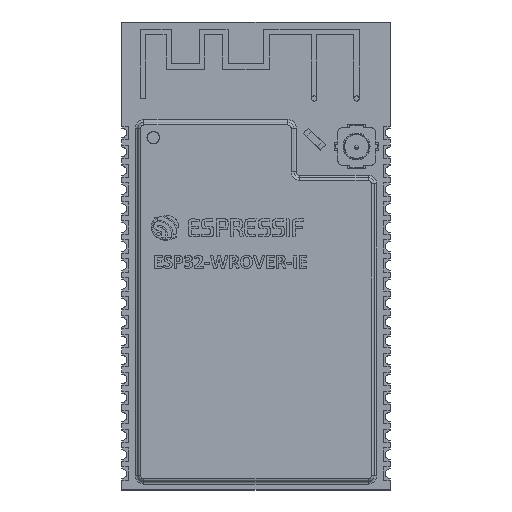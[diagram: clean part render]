
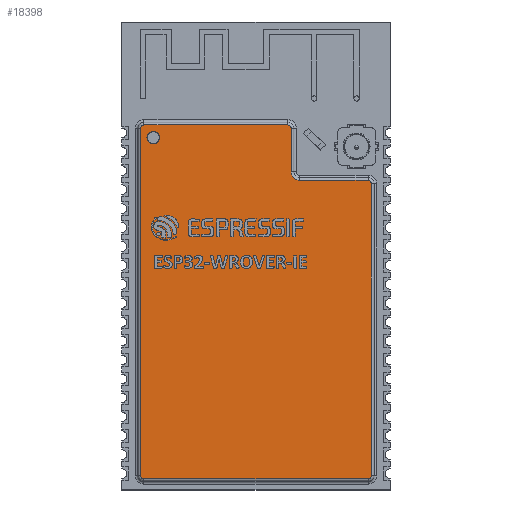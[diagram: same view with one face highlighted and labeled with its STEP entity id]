
A CAD part, top view. The second image highlights one B-rep face of the part: STEP entity #18398.
In plain terms, the highlighted planar face has unit normal (0, 0, 1).
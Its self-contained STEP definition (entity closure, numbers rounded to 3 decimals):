
#228 = VERTEX_POINT ( 'NONE', #37998 ) ;
#2589 = AXIS2_PLACEMENT_3D ( 'NONE', #32735, #47518, #4901 ) ;
#3270 = CARTESIAN_POINT ( 'NONE',  ( -6.895, 7.935, 3.45 ) ) ;
#4042 = LINE ( 'NONE', #8622, #29172 ) ;
#4459 = CARTESIAN_POINT ( 'NONE',  ( 7.52, 5.065, 3.45 ) ) ;
#4786 = DIRECTION ( 'NONE',  ( 1., 0., 0. ) ) ;
#4901 = DIRECTION ( 'NONE',  ( 1., 0., 0. ) ) ;
#7270 = EDGE_CURVE ( 'NONE', #28579, #9392, #43131, .T. ) ;
#7540 = CIRCLE ( 'NONE', #13712, 0.225 ) ;
#8024 = AXIS2_PLACEMENT_3D ( 'NONE', #21634, #13921, #21396 ) ;
#8622 = CARTESIAN_POINT ( 'NONE',  ( -7.745, -14.73, 3.45 ) ) ;
#9133 = VERTEX_POINT ( 'NONE', #4459 ) ;
#9392 = VERTEX_POINT ( 'NONE', #32954 ) ;
#9607 = CARTESIAN_POINT ( 'NONE',  ( 7.745, 4.84, 3.45 ) ) ;
#9799 = EDGE_CURVE ( 'NONE', #11504, #40648, #4042, .T. ) ;
#10008 = EDGE_CURVE ( 'NONE', #30258, #45465, #7540, .T. ) ;
#10452 = VECTOR ( 'NONE', #14010, 1000. ) ;
#10588 = CARTESIAN_POINT ( 'NONE',  ( 7.52, -14.955, 3.45 ) ) ;
#10820 = CARTESIAN_POINT ( 'NONE',  ( 2.355, 5.64, 3.45 ) ) ;
#10875 = DIRECTION ( 'NONE',  ( 0., 0., 1. ) ) ;
#11088 = EDGE_CURVE ( 'NONE', #9392, #28579, #47298, .T. ) ;
#11504 = VERTEX_POINT ( 'NONE', #37992 ) ;
#12069 = CIRCLE ( 'NONE', #13615, 0.225 ) ;
#12489 = ORIENTED_EDGE ( 'NONE', *, *, #7270, .F. ) ;
#12559 = DIRECTION ( 'NONE',  ( 1., 0., 0. ) ) ;
#13615 = AXIS2_PLACEMENT_3D ( 'NONE', #45246, #45491, #12559 ) ;
#13659 = VECTOR ( 'NONE', #43252, 1000. ) ;
#13712 = AXIS2_PLACEMENT_3D ( 'NONE', #17039, #42688, #31072 ) ;
#13788 = CARTESIAN_POINT ( 'NONE',  ( 0., 8.785, 3.45 ) ) ;
#13921 = DIRECTION ( 'NONE',  ( 0., 0., 1. ) ) ;
#14010 = DIRECTION ( 'NONE',  ( -1., 0., 0. ) ) ;
#14510 = FACE_BOUND ( 'NONE', #40827, .T. ) ;
#15564 = ORIENTED_EDGE ( 'NONE', *, *, #11088, .F. ) ;
#15911 = DIRECTION ( 'NONE',  ( 0., 0., 1. ) ) ;
#17039 = CARTESIAN_POINT ( 'NONE',  ( 7.52, -14.73, 3.45 ) ) ;
#17387 = LINE ( 'NONE', #13788, #22809 ) ;
#17468 = EDGE_CURVE ( 'NONE', #228, #11504, #42861, .T. ) ;
#17558 = ORIENTED_EDGE ( 'NONE', *, *, #38510, .T. ) ;
#18125 = AXIS2_PLACEMENT_3D ( 'NONE', #35419, #15911, #4786 ) ;
#18398 = ADVANCED_FACE ( 'NONE', ( #14510, #26067 ), #29238, .T. ) ;
#18435 = CARTESIAN_POINT ( 'NONE',  ( -7.745, -14.73, 3.45 ) ) ;
#18925 = DIRECTION ( 'NONE',  ( 0., 1., 0. ) ) ;
#19080 = ORIENTED_EDGE ( 'NONE', *, *, #9799, .T. ) ;
#19466 = DIRECTION ( 'NONE',  ( 0., -1., 0. ) ) ;
#20838 = VERTEX_POINT ( 'NONE', #38796 ) ;
#20959 = AXIS2_PLACEMENT_3D ( 'NONE', #3270, #47553, #22107 ) ;
#21236 = CARTESIAN_POINT ( 'NONE',  ( 0., 5.065, 3.45 ) ) ;
#21396 = DIRECTION ( 'NONE',  ( 1., 0., 0. ) ) ;
#21634 = CARTESIAN_POINT ( 'NONE',  ( 2.13, 8.56, 3.45 ) ) ;
#21718 = LINE ( 'NONE', #21236, #10452 ) ;
#22107 = DIRECTION ( 'NONE',  ( 1., 0., 0. ) ) ;
#22249 = AXIS2_PLACEMENT_3D ( 'NONE', #45731, #28250, #39402 ) ;
#22667 = ORIENTED_EDGE ( 'NONE', *, *, #17468, .T. ) ;
#22809 = VECTOR ( 'NONE', #39189, 1000. ) ;
#23589 = CARTESIAN_POINT ( 'NONE',  ( -7.52, -14.73, 3.45 ) ) ;
#23869 = ORIENTED_EDGE ( 'NONE', *, *, #42537, .T. ) ;
#24066 = ORIENTED_EDGE ( 'NONE', *, *, #27331, .T. ) ;
#24337 = LINE ( 'NONE', #10588, #13659 ) ;
#25066 = ORIENTED_EDGE ( 'NONE', *, *, #26350, .T. ) ;
#25586 = DIRECTION ( 'NONE',  ( 1., 0., 0. ) ) ;
#25691 = CARTESIAN_POINT ( 'NONE',  ( 2.13, 8.785, 3.45 ) ) ;
#26067 = FACE_OUTER_BOUND ( 'NONE', #37827, .T. ) ;
#26350 = EDGE_CURVE ( 'NONE', #26775, #30258, #24337, .T. ) ;
#26775 = VERTEX_POINT ( 'NONE', #37326 ) ;
#27036 = ORIENTED_EDGE ( 'NONE', *, *, #10008, .T. ) ;
#27331 = EDGE_CURVE ( 'NONE', #20838, #45817, #45886, .T. ) ;
#27470 = AXIS2_PLACEMENT_3D ( 'NONE', #23589, #39330, #45876 ) ;
#27665 = ORIENTED_EDGE ( 'NONE', *, *, #31359, .T. ) ;
#28250 = DIRECTION ( 'NONE',  ( 0., 0., 1. ) ) ;
#28372 = LINE ( 'NONE', #43174, #31935 ) ;
#28579 = VERTEX_POINT ( 'NONE', #28602 ) ;
#28602 = CARTESIAN_POINT ( 'NONE',  ( -6.47, 7.935, 3.45 ) ) ;
#29172 = VECTOR ( 'NONE', #19466, 1000. ) ;
#29238 = PLANE ( 'NONE',  #39014 ) ;
#29948 = CARTESIAN_POINT ( 'NONE',  ( 2.93, 5.065, 3.45 ) ) ;
#30258 = VERTEX_POINT ( 'NONE', #30958 ) ;
#30386 = EDGE_CURVE ( 'NONE', #9133, #44525, #21718, .T. ) ;
#30814 = VERTEX_POINT ( 'NONE', #10820 ) ;
#30958 = CARTESIAN_POINT ( 'NONE',  ( 7.52, -14.955, 3.45 ) ) ;
#31072 = DIRECTION ( 'NONE',  ( 1., 0., 0. ) ) ;
#31359 = EDGE_CURVE ( 'NONE', #45817, #228, #17387, .T. ) ;
#31685 = VERTEX_POINT ( 'NONE', #9607 ) ;
#31935 = VECTOR ( 'NONE', #37086, 1000. ) ;
#32080 = CARTESIAN_POINT ( 'NONE',  ( 7.745, -14.73, 3.45 ) ) ;
#32735 = CARTESIAN_POINT ( 'NONE',  ( 2.93, 5.64, 3.45 ) ) ;
#32954 = CARTESIAN_POINT ( 'NONE',  ( -7.32, 7.935, 3.45 ) ) ;
#34165 = CARTESIAN_POINT ( 'NONE',  ( 2.355, 0., 3.45 ) ) ;
#34224 = ORIENTED_EDGE ( 'NONE', *, *, #34888, .T. ) ;
#34888 = EDGE_CURVE ( 'NONE', #45465, #31685, #28372, .T. ) ;
#34981 = EDGE_CURVE ( 'NONE', #44525, #30814, #44349, .T. ) ;
#35118 = ORIENTED_EDGE ( 'NONE', *, *, #30386, .T. ) ;
#35419 = CARTESIAN_POINT ( 'NONE',  ( -7.52, 8.56, 3.45 ) ) ;
#36723 = ORIENTED_EDGE ( 'NONE', *, *, #34981, .T. ) ;
#37086 = DIRECTION ( 'NONE',  ( 0., 1., 0. ) ) ;
#37326 = CARTESIAN_POINT ( 'NONE',  ( -7.52, -14.955, 3.45 ) ) ;
#37827 = EDGE_LOOP ( 'NONE', ( #47902, #24066, #27665, #22667, #19080, #23869, #25066, #27036, #34224, #17558, #35118, #36723 ) ) ;
#37992 = CARTESIAN_POINT ( 'NONE',  ( -7.745, 8.56, 3.45 ) ) ;
#37998 = CARTESIAN_POINT ( 'NONE',  ( -7.52, 8.785, 3.45 ) ) ;
#38510 = EDGE_CURVE ( 'NONE', #31685, #9133, #12069, .T. ) ;
#38796 = CARTESIAN_POINT ( 'NONE',  ( 2.355, 8.56, 3.45 ) ) ;
#39014 = AXIS2_PLACEMENT_3D ( 'NONE', #44035, #10875, #25586 ) ;
#39189 = DIRECTION ( 'NONE',  ( -1., 0., 0. ) ) ;
#39330 = DIRECTION ( 'NONE',  ( 0., 0., 1. ) ) ;
#39402 = DIRECTION ( 'NONE',  ( 1., 0., 0. ) ) ;
#39408 = VECTOR ( 'NONE', #18925, 1000. ) ;
#40648 = VERTEX_POINT ( 'NONE', #18435 ) ;
#40827 = EDGE_LOOP ( 'NONE', ( #12489, #15564 ) ) ;
#41926 = LINE ( 'NONE', #34165, #39408 ) ;
#42537 = EDGE_CURVE ( 'NONE', #40648, #26775, #47637, .T. ) ;
#42688 = DIRECTION ( 'NONE',  ( 0., 0., 1. ) ) ;
#42861 = CIRCLE ( 'NONE', #18125, 0.225 ) ;
#43131 = CIRCLE ( 'NONE', #22249, 0.425 ) ;
#43174 = CARTESIAN_POINT ( 'NONE',  ( 7.745, 0., 3.45 ) ) ;
#43252 = DIRECTION ( 'NONE',  ( 1., 0., 0. ) ) ;
#44035 = CARTESIAN_POINT ( 'NONE',  ( 0., 0., 3.45 ) ) ;
#44349 = CIRCLE ( 'NONE', #2589, 0.575 ) ;
#44525 = VERTEX_POINT ( 'NONE', #29948 ) ;
#45246 = CARTESIAN_POINT ( 'NONE',  ( 7.52, 4.84, 3.45 ) ) ;
#45465 = VERTEX_POINT ( 'NONE', #32080 ) ;
#45491 = DIRECTION ( 'NONE',  ( 0., 0., 1. ) ) ;
#45731 = CARTESIAN_POINT ( 'NONE',  ( -6.895, 7.935, 3.45 ) ) ;
#45817 = VERTEX_POINT ( 'NONE', #25691 ) ;
#45876 = DIRECTION ( 'NONE',  ( 1., 0., 0. ) ) ;
#45886 = CIRCLE ( 'NONE', #8024, 0.225 ) ;
#47059 = EDGE_CURVE ( 'NONE', #30814, #20838, #41926, .T. ) ;
#47298 = CIRCLE ( 'NONE', #20959, 0.425 ) ;
#47518 = DIRECTION ( 'NONE',  ( 0., 0., -1. ) ) ;
#47553 = DIRECTION ( 'NONE',  ( 0., 0., 1. ) ) ;
#47637 = CIRCLE ( 'NONE', #27470, 0.225 ) ;
#47902 = ORIENTED_EDGE ( 'NONE', *, *, #47059, .T. ) ;
